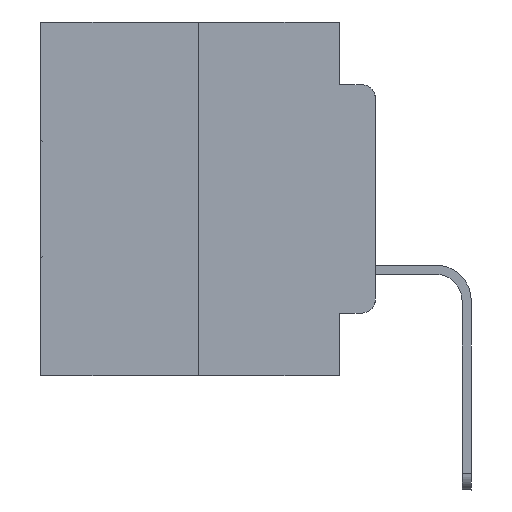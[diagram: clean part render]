
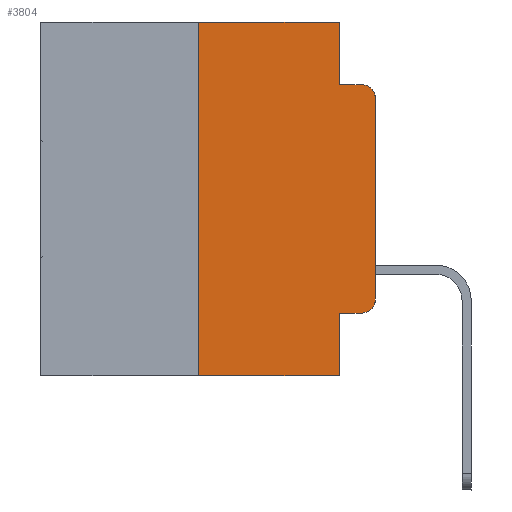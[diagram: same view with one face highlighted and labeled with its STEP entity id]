
A CAD part, left-side view. The second image highlights one B-rep face of the part: STEP entity #3804.
In plain terms, the highlighted planar face has unit normal (-1, 0, 0).
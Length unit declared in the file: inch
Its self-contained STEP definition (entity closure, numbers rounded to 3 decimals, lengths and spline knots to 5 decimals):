
#410 = CARTESIAN_POINT ( 'NONE',  ( 0., 0.25, -0.5 ) ) ;
#810 = CIRCLE ( 'NONE', #24783, 0.02 ) ;
#857 = VERTEX_POINT ( 'NONE', #21611 ) ;
#1641 = CARTESIAN_POINT ( 'NONE',  ( 0., 0.25, 0. ) ) ;
#1917 = CARTESIAN_POINT ( 'NONE',  ( 0., 0.051, -0.5 ) ) ;
#2396 = CARTESIAN_POINT ( 'NONE',  ( 0., 0.051, -0.0885 ) ) ;
#2485 = DIRECTION ( 'NONE',  ( 0., -1., 0. ) ) ;
#2979 = CARTESIAN_POINT ( 'NONE',  ( 0., 0., -0.1085 ) ) ;
#3061 = EDGE_CURVE ( 'NONE', #4166, #25650, #16916, .T. ) ;
#3746 = VERTEX_POINT ( 'NONE', #10590 ) ;
#3804 = ADVANCED_FACE ( 'NONE', ( #19575 ), #4394, .F. ) ;
#3835 = DIRECTION ( 'NONE',  ( 0., 0., 1. ) ) ;
#4166 = VERTEX_POINT ( 'NONE', #23992 ) ;
#4394 = PLANE ( 'NONE',  #19958 ) ;
#4695 = EDGE_CURVE ( 'NONE', #3746, #9668, #22543, .T. ) ;
#4749 = LINE ( 'NONE', #25983, #13205 ) ;
#4796 = DIRECTION ( 'NONE',  ( 0., 0., -1. ) ) ;
#5100 = CARTESIAN_POINT ( 'NONE',  ( 0., 0.051, -0.4115 ) ) ;
#5172 = ORIENTED_EDGE ( 'NONE', *, *, #25771, .F. ) ;
#6149 = EDGE_CURVE ( 'NONE', #4166, #20804, #12643, .T. ) ;
#6406 = DIRECTION ( 'NONE',  ( -1., 0., 0. ) ) ;
#7136 = EDGE_CURVE ( 'NONE', #857, #21465, #10862, .T. ) ;
#7143 = DIRECTION ( 'NONE',  ( 0., -1., 0. ) ) ;
#7961 = LINE ( 'NONE', #1641, #11724 ) ;
#7995 = VERTEX_POINT ( 'NONE', #16462 ) ;
#8459 = DIRECTION ( 'NONE',  ( 0., 0., -1. ) ) ;
#9075 = ORIENTED_EDGE ( 'NONE', *, *, #12735, .F. ) ;
#9209 = DIRECTION ( 'NONE',  ( 0., 0., 1. ) ) ;
#9237 = VECTOR ( 'NONE', #24651, 39.37008 ) ;
#9668 = VERTEX_POINT ( 'NONE', #20717 ) ;
#10539 = VECTOR ( 'NONE', #9209, 39.37008 ) ;
#10590 = CARTESIAN_POINT ( 'NONE',  ( 0., 0.051, 0. ) ) ;
#10682 = DIRECTION ( 'NONE',  ( 0., 0., -1. ) ) ;
#10816 = CARTESIAN_POINT ( 'NONE',  ( 0., 0.02, -0.3915 ) ) ;
#10862 = LINE ( 'NONE', #20289, #10539 ) ;
#11724 = VECTOR ( 'NONE', #3835, 39.37008 ) ;
#11979 = ORIENTED_EDGE ( 'NONE', *, *, #25076, .T. ) ;
#12326 = VERTEX_POINT ( 'NONE', #18981 ) ;
#12643 = LINE ( 'NONE', #5100, #9237 ) ;
#12656 = ORIENTED_EDGE ( 'NONE', *, *, #15926, .T. ) ;
#12735 = EDGE_CURVE ( 'NONE', #12326, #3746, #20729, .T. ) ;
#13205 = VECTOR ( 'NONE', #15151, 39.37008 ) ;
#13415 = EDGE_LOOP ( 'NONE', ( #21530, #21617, #5172, #25504, #9075, #20620, #12656, #16835, #27942, #11979 ) ) ;
#14420 = LINE ( 'NONE', #2396, #24543 ) ;
#14471 = CIRCLE ( 'NONE', #25952, 0.02 ) ;
#15151 = DIRECTION ( 'NONE',  ( 0., -1., 0. ) ) ;
#15157 = VERTEX_POINT ( 'NONE', #410 ) ;
#15225 = DIRECTION ( 'NONE',  ( 0., 0., -1. ) ) ;
#15926 = EDGE_CURVE ( 'NONE', #15157, #25650, #4749, .T. ) ;
#16462 = CARTESIAN_POINT ( 'NONE',  ( 0., 0.02, -0.0885 ) ) ;
#16835 = ORIENTED_EDGE ( 'NONE', *, *, #3061, .F. ) ;
#16916 = LINE ( 'NONE', #21328, #24684 ) ;
#17238 = DIRECTION ( 'NONE',  ( 1., 0., 0. ) ) ;
#17754 = CARTESIAN_POINT ( 'NONE',  ( 0., 0.051, 0. ) ) ;
#18981 = CARTESIAN_POINT ( 'NONE',  ( 0., 0.25, 0. ) ) ;
#19575 = FACE_OUTER_BOUND ( 'NONE', #13415, .T. ) ;
#19595 = DIRECTION ( 'NONE',  ( -1., 0., 0. ) ) ;
#19958 = AXIS2_PLACEMENT_3D ( 'NONE', #21299, #17238, #25550 ) ;
#20110 = CARTESIAN_POINT ( 'NONE',  ( 0., 0.473, 0. ) ) ;
#20289 = CARTESIAN_POINT ( 'NONE',  ( 0., 0., 0. ) ) ;
#20620 = ORIENTED_EDGE ( 'NONE', *, *, #25380, .F. ) ;
#20717 = CARTESIAN_POINT ( 'NONE',  ( 0., 0.051, -0.0885 ) ) ;
#20729 = LINE ( 'NONE', #20110, #23085 ) ;
#20760 = EDGE_CURVE ( 'NONE', #21465, #7995, #810, .T. ) ;
#20804 = VERTEX_POINT ( 'NONE', #25923 ) ;
#21299 = CARTESIAN_POINT ( 'NONE',  ( 0., 0.473, 0. ) ) ;
#21328 = CARTESIAN_POINT ( 'NONE',  ( 0., 0.051, 0. ) ) ;
#21465 = VERTEX_POINT ( 'NONE', #2979 ) ;
#21530 = ORIENTED_EDGE ( 'NONE', *, *, #7136, .T. ) ;
#21611 = CARTESIAN_POINT ( 'NONE',  ( 0., 0., -0.3915 ) ) ;
#21617 = ORIENTED_EDGE ( 'NONE', *, *, #20760, .T. ) ;
#22543 = LINE ( 'NONE', #17754, #22892 ) ;
#22892 = VECTOR ( 'NONE', #4796, 39.37008 ) ;
#23085 = VECTOR ( 'NONE', #7143, 39.37008 ) ;
#23657 = CARTESIAN_POINT ( 'NONE',  ( 0., 0.02, -0.1085 ) ) ;
#23992 = CARTESIAN_POINT ( 'NONE',  ( 0., 0.051, -0.4115 ) ) ;
#24543 = VECTOR ( 'NONE', #2485, 39.37008 ) ;
#24651 = DIRECTION ( 'NONE',  ( 0., -1., 0. ) ) ;
#24684 = VECTOR ( 'NONE', #8459, 39.37008 ) ;
#24783 = AXIS2_PLACEMENT_3D ( 'NONE', #23657, #19595, #10682 ) ;
#25076 = EDGE_CURVE ( 'NONE', #20804, #857, #14471, .T. ) ;
#25380 = EDGE_CURVE ( 'NONE', #15157, #12326, #7961, .T. ) ;
#25504 = ORIENTED_EDGE ( 'NONE', *, *, #4695, .F. ) ;
#25550 = DIRECTION ( 'NONE',  ( 0., 0., -1. ) ) ;
#25650 = VERTEX_POINT ( 'NONE', #1917 ) ;
#25771 = EDGE_CURVE ( 'NONE', #9668, #7995, #14420, .T. ) ;
#25923 = CARTESIAN_POINT ( 'NONE',  ( 0., 0.02, -0.4115 ) ) ;
#25952 = AXIS2_PLACEMENT_3D ( 'NONE', #10816, #6406, #15225 ) ;
#25983 = CARTESIAN_POINT ( 'NONE',  ( 0., 0.473, -0.5 ) ) ;
#27942 = ORIENTED_EDGE ( 'NONE', *, *, #6149, .T. ) ;
